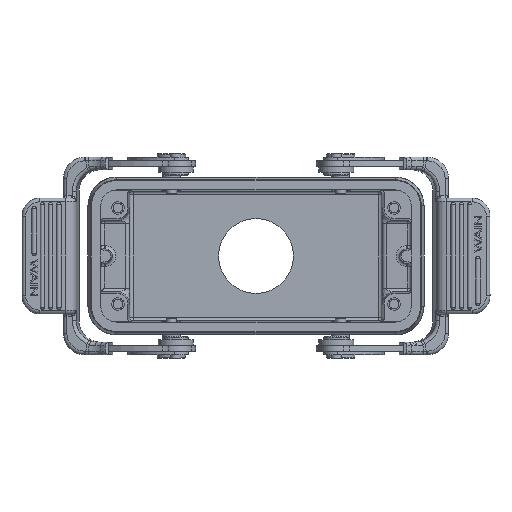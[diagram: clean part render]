
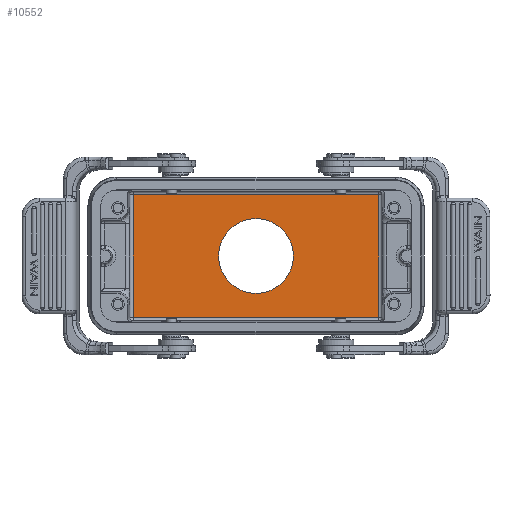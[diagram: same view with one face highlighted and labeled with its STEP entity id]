
A CAD part, front view. The second image highlights one B-rep face of the part: STEP entity #10552.
In plain terms, the highlighted planar face has unit normal (0, -1, 0).
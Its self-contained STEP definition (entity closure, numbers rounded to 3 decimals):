
#10552=ADVANCED_FACE('',(#13006,#13007),#11657,.F.);
#11657=PLANE('',#33924);
#12428=CIRCLE('',#33923,10.5);
#13006=FACE_BOUND('',#14243,.T.);
#13007=FACE_BOUND('',#14244,.T.);
#14243=EDGE_LOOP('',(#19093));
#14244=EDGE_LOOP('',(#19094,#19095,#19096,#19097));
#19093=ORIENTED_EDGE('',*,*,#26824,.F.);
#19094=ORIENTED_EDGE('',*,*,#26703,.T.);
#19095=ORIENTED_EDGE('',*,*,#26700,.T.);
#19096=ORIENTED_EDGE('',*,*,#26695,.T.);
#19097=ORIENTED_EDGE('',*,*,#26823,.T.);
#23679=VERTEX_POINT('',#49175);
#23699=VERTEX_POINT('',#49640);
#23700=VERTEX_POINT('',#49646);
#23701=VERTEX_POINT('',#49653);
#23770=VERTEX_POINT('',#49931);
#26695=EDGE_CURVE('',#23699,#23679,#29531,.T.);
#26700=EDGE_CURVE('',#23700,#23699,#29533,.T.);
#26703=EDGE_CURVE('',#23701,#23700,#29534,.T.);
#26823=EDGE_CURVE('',#23679,#23701,#29612,.T.);
#26824=EDGE_CURVE('',#23770,#23770,#12428,.T.);
#29531=LINE('',#49639,#31767);
#29533=LINE('',#49648,#31769);
#29534=LINE('',#49654,#31770);
#29612=LINE('',#49928,#31848);
#31767=VECTOR('',#38829,1.);
#31769=VECTOR('',#38841,1.);
#31770=VECTOR('',#38850,1.);
#31848=VECTOR('',#39122,1.);
#33923=AXIS2_PLACEMENT_3D('',#49930,#39125,#39126);
#33924=AXIS2_PLACEMENT_3D('',#49932,#39127,#39128);
#38829=DIRECTION('',(0.,0.,1.));
#38841=DIRECTION('',(1.,0.,0.));
#38850=DIRECTION('',(0.,0.,-1.));
#39122=DIRECTION('',(-1.,0.,0.));
#39125=DIRECTION('',(0.,-1.,0.));
#39126=DIRECTION('',(-1.,0.,0.));
#39127=DIRECTION('',(0.,1.,0.));
#39128=DIRECTION('',(1.,0.,0.));
#49175=CARTESIAN_POINT('',(34.445,43.,17.222));
#49639=CARTESIAN_POINT('',(34.445,43.,-17.222));
#49640=CARTESIAN_POINT('',(34.445,43.,-17.222));
#49646=CARTESIAN_POINT('',(-34.445,43.,-17.222));
#49648=CARTESIAN_POINT('',(-34.445,43.,-17.222));
#49653=CARTESIAN_POINT('',(-34.445,43.,17.222));
#49654=CARTESIAN_POINT('',(-34.445,43.,17.222));
#49928=CARTESIAN_POINT('',(34.445,43.,17.222));
#49930=CARTESIAN_POINT('',(0.,43.,0.));
#49931=CARTESIAN_POINT('',(-10.5,43.,0.));
#49932=CARTESIAN_POINT('',(45.5,43.,-21.5));
